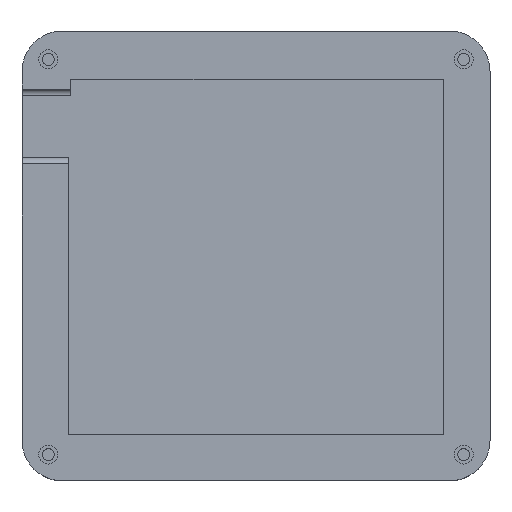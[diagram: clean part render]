
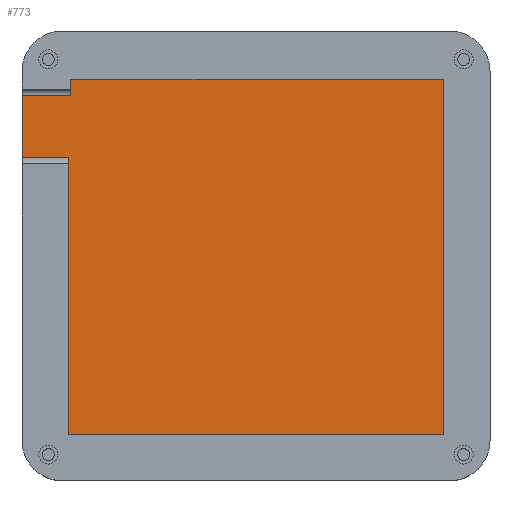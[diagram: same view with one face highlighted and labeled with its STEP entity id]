
A CAD part, top view. The second image highlights one B-rep face of the part: STEP entity #773.
In plain terms, the highlighted planar face has unit normal (0, 0, 1).
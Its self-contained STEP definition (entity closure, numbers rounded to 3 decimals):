
#55=LINE('',#1295,#114);
#58=LINE('',#1304,#117);
#60=LINE('',#1309,#119);
#61=LINE('',#1311,#120);
#62=LINE('',#1313,#121);
#63=LINE('',#1315,#122);
#64=LINE('',#1317,#123);
#65=LINE('',#1318,#124);
#114=VECTOR('',#1015,10.);
#117=VECTOR('',#1024,10.);
#119=VECTOR('',#1030,10.);
#120=VECTOR('',#1031,10.);
#121=VECTOR('',#1032,10.);
#122=VECTOR('',#1033,10.);
#123=VECTOR('',#1034,10.);
#124=VECTOR('',#1035,10.);
#199=FACE_OUTER_BOUND('',#256,.T.);
#256=EDGE_LOOP('',(#591,#592,#593,#594,#595,#596,#597,#598));
#364=VERTEX_POINT('',#1288);
#367=VERTEX_POINT('',#1293);
#369=VERTEX_POINT('',#1301);
#370=VERTEX_POINT('',#1303);
#372=VERTEX_POINT('',#1310);
#373=VERTEX_POINT('',#1312);
#374=VERTEX_POINT('',#1314);
#375=VERTEX_POINT('',#1316);
#447=EDGE_CURVE('',#367,#364,#55,.T.);
#451=EDGE_CURVE('',#369,#370,#58,.T.);
#454=EDGE_CURVE('',#370,#367,#60,.T.);
#455=EDGE_CURVE('',#369,#372,#61,.T.);
#456=EDGE_CURVE('',#372,#373,#62,.T.);
#457=EDGE_CURVE('',#373,#374,#63,.T.);
#458=EDGE_CURVE('',#375,#374,#64,.T.);
#459=EDGE_CURVE('',#375,#364,#65,.T.);
#591=ORIENTED_EDGE('',*,*,#447,.F.);
#592=ORIENTED_EDGE('',*,*,#454,.F.);
#593=ORIENTED_EDGE('',*,*,#451,.F.);
#594=ORIENTED_EDGE('',*,*,#455,.T.);
#595=ORIENTED_EDGE('',*,*,#456,.T.);
#596=ORIENTED_EDGE('',*,*,#457,.T.);
#597=ORIENTED_EDGE('',*,*,#458,.F.);
#598=ORIENTED_EDGE('',*,*,#459,.T.);
#740=PLANE('',#860);
#773=ADVANCED_FACE('',(#199),#740,.T.);
#860=AXIS2_PLACEMENT_3D('',#1308,#1028,#1029);
#1015=DIRECTION('',(1.,0.,0.));
#1024=DIRECTION('',(-1.,0.,0.));
#1028=DIRECTION('center_axis',(0.,0.,1.));
#1029=DIRECTION('ref_axis',(1.,0.,0.));
#1030=DIRECTION('',(0.,1.,0.));
#1031=DIRECTION('',(0.,-1.,0.));
#1032=DIRECTION('',(1.,0.,0.));
#1033=DIRECTION('',(0.,1.,0.));
#1034=DIRECTION('',(1.,0.,0.));
#1035=DIRECTION('',(0.,-1.,0.));
#1288=CARTESIAN_POINT('',(0.,83.5,-3.5));
#1293=CARTESIAN_POINT('',(-12.,83.5,-3.5));
#1295=CARTESIAN_POINT('',(16.975,83.5,-3.5));
#1301=CARTESIAN_POINT('',(-0.5,68.,-3.5));
#1303=CARTESIAN_POINT('',(-12.,68.,-3.5));
#1304=CARTESIAN_POINT('',(16.975,68.,-3.5));
#1308=CARTESIAN_POINT('Origin',(45.95,43.7,-3.5));
#1309=CARTESIAN_POINT('',(-12.,28.55,-3.5));
#1310=CARTESIAN_POINT('',(-0.5,-0.5,-3.5));
#1311=CARTESIAN_POINT('',(-0.5,21.85,-3.5));
#1312=CARTESIAN_POINT('',(92.4,-0.5,-3.5));
#1313=CARTESIAN_POINT('',(68.925,-0.5,-3.5));
#1314=CARTESIAN_POINT('',(92.4,87.4,-3.5));
#1315=CARTESIAN_POINT('',(92.4,65.55,-3.5));
#1316=CARTESIAN_POINT('',(0.,87.4,-3.5));
#1317=CARTESIAN_POINT('',(0.,87.4,-3.5));
#1318=CARTESIAN_POINT('',(0.,65.6,-3.5));
